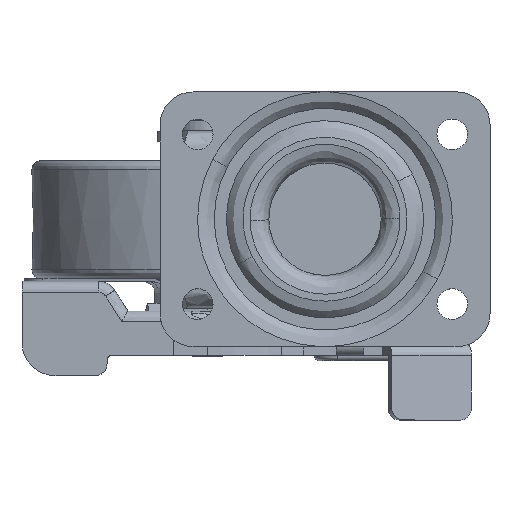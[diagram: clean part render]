
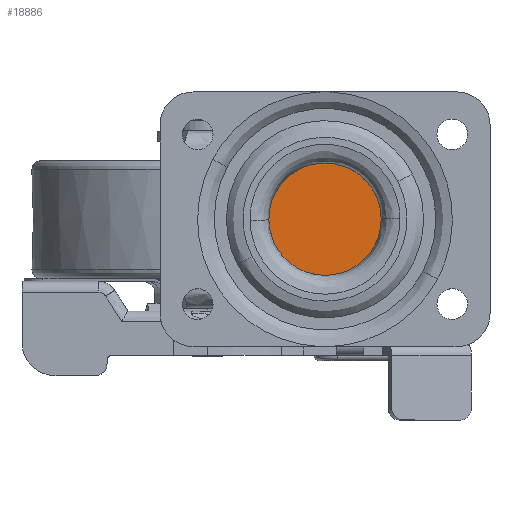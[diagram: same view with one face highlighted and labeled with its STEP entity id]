
A CAD part, top view. The second image highlights one B-rep face of the part: STEP entity #18886.
In plain terms, the highlighted free-form (B-spline) face has degree [1, 1] with [2, 2] control points.
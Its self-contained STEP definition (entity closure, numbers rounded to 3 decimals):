
#18796=CARTESIAN_POINT('',(-13.089,-13.089,0.0));
#18797=CARTESIAN_POINT('',(13.089,-13.089,0.0));
#18798=CARTESIAN_POINT('',(-13.089,13.089,0.0));
#18799=CARTESIAN_POINT('',(13.089,13.089,0.0));
#18800=B_SPLINE_SURFACE_WITH_KNOTS('',1,1,((#18796,#18798),(#18797,#18799)),.UNSPECIFIED.,.F.,.F.,.U.,(2,2),(2,2),(0.0,26.177),(0.0,26.177),.UNSPECIFIED.);
#18801=CARTESIAN_POINT('',(0.,-11.9,0.0));
#18802=VERTEX_POINT('',#18801);
#18803=CARTESIAN_POINT('',(-11.9,0.0,0.0));
#18804=VERTEX_POINT('',#18803);
#18805=CARTESIAN_POINT('',(0.,-11.9,0.0));
#18806=CARTESIAN_POINT('',(-1.022,-11.9,0.0));
#18807=CARTESIAN_POINT('',(-2.628,-11.692,0.0));
#18808=CARTESIAN_POINT('',(-4.844,-10.929,0.0));
#18809=CARTESIAN_POINT('',(-6.348,-10.114,0.0));
#18810=CARTESIAN_POINT('',(-7.796,-9.039,0.0));
#18811=CARTESIAN_POINT('',(-8.985,-7.879,0.0));
#18812=CARTESIAN_POINT('',(-10.236,-6.194,0.0));
#18813=CARTESIAN_POINT('',(-11.105,-4.439,0.0));
#18814=CARTESIAN_POINT('',(-11.743,-2.288,0.0));
#18815=CARTESIAN_POINT('',(-11.9,-0.876,0.0));
#18816=CARTESIAN_POINT('',(-11.9,0.0,0.0));
#18817=B_SPLINE_CURVE_WITH_KNOTS('',3,(#18805,#18806,#18807,#18808,#18809,#18810,#18811,#18812,#18813,#18814,#18815,#18816),.UNSPECIFIED.,.F.,.U.,(4,1,1,1,1,1,1,1,1,4),(0.,3.067,4.819,7.01,8.178,10.222,11.975,14.457,16.064,18.692),.UNSPECIFIED.);
#18818=EDGE_CURVE('',#18802,#18804,#18817,.T.);
#18819=ORIENTED_EDGE('',*,*,#18818,.F.);
#18820=CARTESIAN_POINT('',(8.632,-8.191,0.));
#18821=VERTEX_POINT('',#18820);
#18822=CARTESIAN_POINT('',(8.632,-8.191,0.));
#18823=CARTESIAN_POINT('',(8.043,-8.812,0.));
#18824=CARTESIAN_POINT('',(6.925,-9.761,0.));
#18825=CARTESIAN_POINT('',(5.042,-10.839,0.));
#18826=CARTESIAN_POINT('',(2.817,-11.664,0.));
#18827=CARTESIAN_POINT('',(1.056,-11.9,0.));
#18828=CARTESIAN_POINT('',(0.,-11.9,0.0));
#18829=B_SPLINE_CURVE_WITH_KNOTS('',3,(#18822,#18823,#18824,#18825,#18826,#18827,#18828),.UNSPECIFIED.,.F.,.U.,(4,1,1,1,4),(0.,2.565,4.376,6.489,9.658),.UNSPECIFIED.);
#18830=EDGE_CURVE('',#18821,#18802,#18829,.T.);
#18831=ORIENTED_EDGE('',*,*,#18830,.F.);
#18832=CARTESIAN_POINT('',(11.9,0.0,0.0));
#18833=VERTEX_POINT('',#18832);
#18834=CARTESIAN_POINT('',(11.9,0.0,0.0));
#18835=CARTESIAN_POINT('',(11.9,-0.706,0.));
#18836=CARTESIAN_POINT('',(11.795,-1.882,0.));
#18837=CARTESIAN_POINT('',(11.363,-3.669,0.));
#18838=CARTESIAN_POINT('',(10.803,-5.072,0.));
#18839=CARTESIAN_POINT('',(9.906,-6.676,0.));
#18840=CARTESIAN_POINT('',(9.183,-7.611,0.));
#18841=CARTESIAN_POINT('',(8.632,-8.191,0.));
#18842=B_SPLINE_CURVE_WITH_KNOTS('',3,(#18834,#18835,#18836,#18837,#18838,#18839,#18840,#18841),.UNSPECIFIED.,.F.,.U.,(4,1,1,1,1,4),(0.,2.118,3.529,5.506,6.635,9.035),.UNSPECIFIED.);
#18843=EDGE_CURVE('',#18833,#18821,#18842,.T.);
#18844=ORIENTED_EDGE('',*,*,#18843,.F.);
#18845=CARTESIAN_POINT('',(0.,11.9,0.0));
#18846=VERTEX_POINT('',#18845);
#18847=CARTESIAN_POINT('',(0.,11.9,0.0));
#18848=CARTESIAN_POINT('',(0.828,11.9,0.0));
#18849=CARTESIAN_POINT('',(2.239,11.752,0.0));
#18850=CARTESIAN_POINT('',(4.114,11.208,0.0));
#18851=CARTESIAN_POINT('',(5.76,10.467,0.0));
#18852=CARTESIAN_POINT('',(7.521,9.321,0.0));
#18853=CARTESIAN_POINT('',(9.134,7.748,0.0));
#18854=CARTESIAN_POINT('',(10.488,5.774,0.0));
#18855=CARTESIAN_POINT('',(11.27,3.979,0.0));
#18856=CARTESIAN_POINT('',(11.78,1.996,0.0));
#18857=CARTESIAN_POINT('',(11.9,0.779,0.0));
#18858=CARTESIAN_POINT('',(11.9,0.0,0.0));
#18859=B_SPLINE_CURVE_WITH_KNOTS('',3,(#18847,#18848,#18849,#18850,#18851,#18852,#18853,#18854,#18855,#18856,#18857,#18858),.UNSPECIFIED.,.F.,.U.,(4,1,1,1,1,1,1,1,1,4),(0.,2.483,4.235,5.841,7.886,10.515,12.559,15.042,16.356,18.692),.UNSPECIFIED.);
#18860=EDGE_CURVE('',#18846,#18833,#18859,.T.);
#18861=ORIENTED_EDGE('',*,*,#18860,.F.);
#18862=CARTESIAN_POINT('',(-8.632,8.191,0.));
#18863=VERTEX_POINT('',#18862);
#18864=CARTESIAN_POINT('',(-8.632,8.191,0.));
#18865=CARTESIAN_POINT('',(-7.974,8.885,0.));
#18866=CARTESIAN_POINT('',(-6.686,9.95,0.));
#18867=CARTESIAN_POINT('',(-4.761,10.956,0.));
#18868=CARTESIAN_POINT('',(-2.615,11.691,0.));
#18869=CARTESIAN_POINT('',(-1.056,11.9,0.));
#18870=CARTESIAN_POINT('',(0.,11.9,0.0));
#18871=B_SPLINE_CURVE_WITH_KNOTS('',3,(#18864,#18865,#18866,#18867,#18868,#18869,#18870),.UNSPECIFIED.,.F.,.U.,(4,1,1,1,4),(0.,2.867,4.98,6.489,9.658),.UNSPECIFIED.);
#18872=EDGE_CURVE('',#18863,#18846,#18871,.T.);
#18873=ORIENTED_EDGE('',*,*,#18872,.F.);
#18874=CARTESIAN_POINT('',(-11.9,0.0,0.0));
#18875=CARTESIAN_POINT('',(-11.9,0.988,0.));
#18876=CARTESIAN_POINT('',(-11.705,2.541,0.));
#18877=CARTESIAN_POINT('',(-11.007,4.645,0.));
#18878=CARTESIAN_POINT('',(-10.08,6.451,0.));
#18879=CARTESIAN_POINT('',(-9.183,7.611,0.));
#18880=CARTESIAN_POINT('',(-8.632,8.191,0.));
#18881=B_SPLINE_CURVE_WITH_KNOTS('',3,(#18874,#18875,#18876,#18877,#18878,#18879,#18880),.UNSPECIFIED.,.F.,.U.,(4,1,1,1,4),(0.,2.965,4.659,6.635,9.035),.UNSPECIFIED.);
#18882=EDGE_CURVE('',#18804,#18863,#18881,.T.);
#18883=ORIENTED_EDGE('',*,*,#18882,.F.);
#18884=EDGE_LOOP('',(#18819,#18831,#18844,#18861,#18873,#18883));
#18885=FACE_OUTER_BOUND('',#18884,.T.);
#18886=ADVANCED_FACE('',(#18885),#18800,.T.);
